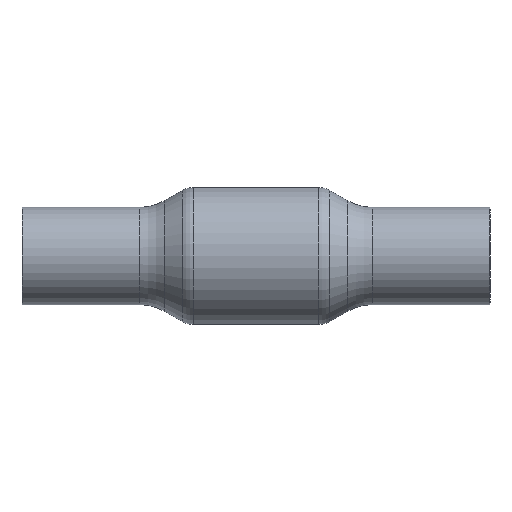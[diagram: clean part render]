
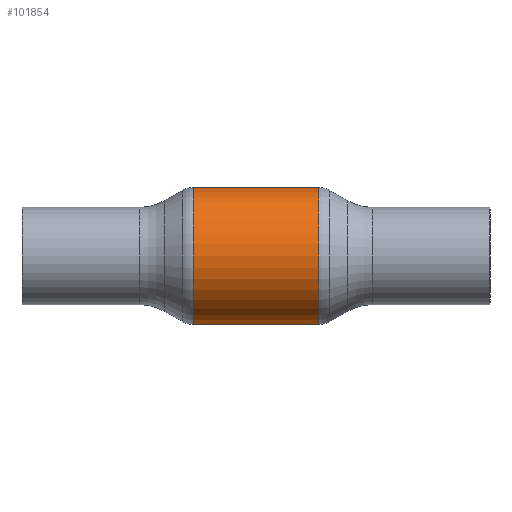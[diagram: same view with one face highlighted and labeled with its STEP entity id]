
A CAD part, front view. The second image highlights one B-rep face of the part: STEP entity #101854.
In plain terms, the highlighted cylindrical face has radius 42.5 mm (diameter 85 mm), a partial arc.
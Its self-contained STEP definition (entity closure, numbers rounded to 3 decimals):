
#946 = EDGE_CURVE ( 'NONE', #90759, #49885, #30832, .T. ) ;
#1795 = CARTESIAN_POINT ( 'NONE',  ( 38.749, 0., 0. ) ) ;
#3793 = EDGE_LOOP ( 'NONE', ( #55351, #97590, #92134, #31916 ) ) ;
#9800 = VECTOR ( 'NONE', #80038, 1000. ) ;
#12863 = AXIS2_PLACEMENT_3D ( 'NONE', #33034, #96283, #24426 ) ;
#17965 = DIRECTION ( 'NONE',  ( -1., 0., 0. ) ) ;
#19117 = CARTESIAN_POINT ( 'NONE',  ( -62.69, 0., -42.5 ) ) ;
#20505 = DIRECTION ( 'NONE',  ( -1., 0., 0. ) ) ;
#24384 = CARTESIAN_POINT ( 'NONE',  ( -38.749, 0., -42.5 ) ) ;
#24426 = DIRECTION ( 'NONE',  ( 0., 0., 1. ) ) ;
#25784 = CARTESIAN_POINT ( 'NONE',  ( -62.69, 0., 42.5 ) ) ;
#29578 = LINE ( 'NONE', #19117, #75363 ) ;
#30832 = LINE ( 'NONE', #25784, #9800 ) ;
#31916 = ORIENTED_EDGE ( 'NONE', *, *, #73972, .F. ) ;
#33034 = CARTESIAN_POINT ( 'NONE',  ( -38.749, 0., 0. ) ) ;
#36731 = DIRECTION ( 'NONE',  ( 0., 0., 1. ) ) ;
#44708 = CARTESIAN_POINT ( 'NONE',  ( -62.69, 0., 0. ) ) ;
#46002 = VERTEX_POINT ( 'NONE', #90006 ) ;
#46881 = VERTEX_POINT ( 'NONE', #24384 ) ;
#49885 = VERTEX_POINT ( 'NONE', #67245 ) ;
#55351 = ORIENTED_EDGE ( 'NONE', *, *, #96949, .F. ) ;
#60447 = EDGE_CURVE ( 'NONE', #46002, #90759, #86511, .T. ) ;
#63851 = FACE_OUTER_BOUND ( 'NONE', #3793, .T. ) ;
#67245 = CARTESIAN_POINT ( 'NONE',  ( -38.749, 0., 42.5 ) ) ;
#69545 = CARTESIAN_POINT ( 'NONE',  ( 38.749, 0., 42.5 ) ) ;
#70562 = AXIS2_PLACEMENT_3D ( 'NONE', #1795, #17965, #79864 ) ;
#71389 = CYLINDRICAL_SURFACE ( 'NONE', #79866, 42.5 ) ;
#73972 = EDGE_CURVE ( 'NONE', #46881, #49885, #91176, .T. ) ;
#75363 = VECTOR ( 'NONE', #89990, 1000. ) ;
#79864 = DIRECTION ( 'NONE',  ( 0., 0., 1. ) ) ;
#79866 = AXIS2_PLACEMENT_3D ( 'NONE', #44708, #20505, #36731 ) ;
#80038 = DIRECTION ( 'NONE',  ( -1., 0., 0. ) ) ;
#86511 = CIRCLE ( 'NONE', #70562, 42.5 ) ;
#89990 = DIRECTION ( 'NONE',  ( -1., 0., 0. ) ) ;
#90006 = CARTESIAN_POINT ( 'NONE',  ( 38.749, 0., -42.5 ) ) ;
#90759 = VERTEX_POINT ( 'NONE', #69545 ) ;
#91176 = CIRCLE ( 'NONE', #12863, 42.5 ) ;
#92134 = ORIENTED_EDGE ( 'NONE', *, *, #946, .T. ) ;
#96283 = DIRECTION ( 'NONE',  ( -1., 0., 0. ) ) ;
#96949 = EDGE_CURVE ( 'NONE', #46002, #46881, #29578, .T. ) ;
#97590 = ORIENTED_EDGE ( 'NONE', *, *, #60447, .T. ) ;
#101854 = ADVANCED_FACE ( 'NONE', ( #63851 ), #71389, .T. ) ;
